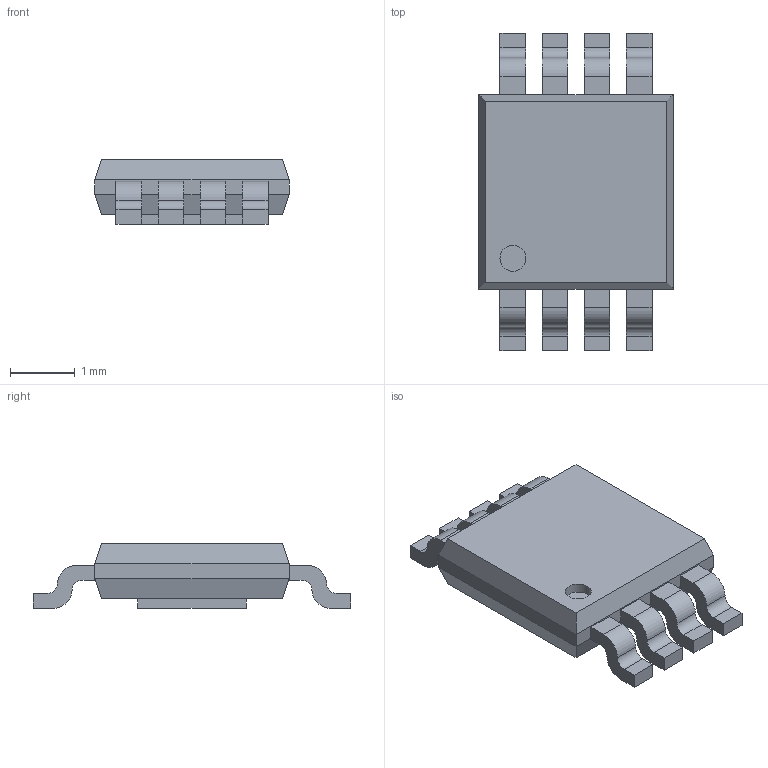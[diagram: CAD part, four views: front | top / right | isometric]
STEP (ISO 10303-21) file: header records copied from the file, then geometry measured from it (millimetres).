
FILE_DESCRIPTION(/* description */ (''),/* implementation_level */ '2;1');
FILE_NAME(/* name */ '5f4a9f4f2d7234127cb34862',/* time_stamp */ '2020-08-29T18:32:48+00:00',/* author */ (''),/* organization */ (''),/* preprocessor_version */ 'ST-DEVELOPER v16.7',/* originating_system */ $,/* authorisation */ $);
FILE_SCHEMA (('AUTOMOTIVE_DESIGN {1 0 10303 214 3 1 1}'));
Length unit declared in the file: metre
Products named in the file (10): Pad; Pin5; Pin6; Pin7; Pin8; Pin4; Pin3; Pin2; Pin1; Body
Bounding box: 3 x 4.9 x 1 mm (x, y, z)
Volume: 8.9 mm3; surface area: 47.9 mm2
Topology: 10 solids, 10 shells, 118 faces, 283 edges, 186 vertices
Faces by surface type: plane 85, cylinder 33
Full cylindrical faces by diameter (mm): 0.4 x1
Entity records: 3675 total; most frequent: DIRECTION 604, CARTESIAN_POINT 596, ORIENTED_EDGE 564, EDGE_CURVE 282, LINE 216, VECTOR 216, AXIS2_PLACEMENT_3D 194, VERTEX_POINT 186
